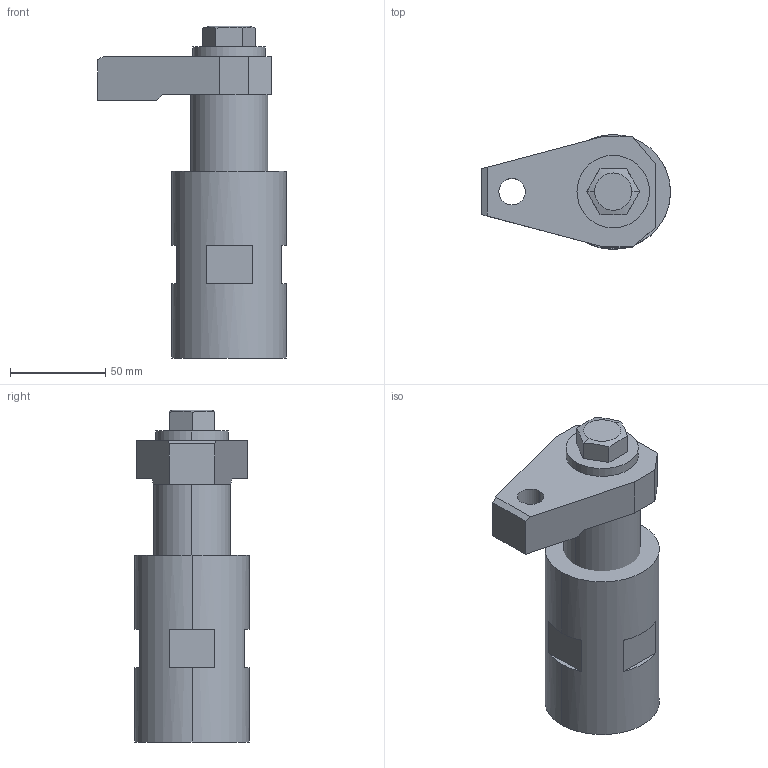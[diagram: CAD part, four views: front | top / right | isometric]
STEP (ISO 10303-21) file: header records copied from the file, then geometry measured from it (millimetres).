
FILE_DESCRIPTION(('STEP AP214'),'1');
FILE_NAME(' ',' ',('TraceParts'),('TraceParts S.A.'),'XStep 1.0',' ',' ');
FILE_SCHEMA(('automotive_design'));
Length unit declared in the file: millimetre
Products named in the file (3): 1; 2; 3
Bounding box: 99 x 60 x 174 mm (x, y, z)
Volume: 468211.6 mm3; surface area: 77867.7 mm2
Topology: 3 solids, 3 shells, 62 faces, 143 edges, 92 vertices
Faces by surface type: plane 38, cylinder 16, cone 8
Entity records: 3504 total; most frequent: DIRECTION 317, CARTESIAN_POINT 312, STYLED_ITEM 300, PRESENTATION_STYLE_ASSIGNMENT 300, COLOUR_RGB 300, ORIENTED_EDGE 286, EDGE_CURVE 143, CURVE_STYLE 143
